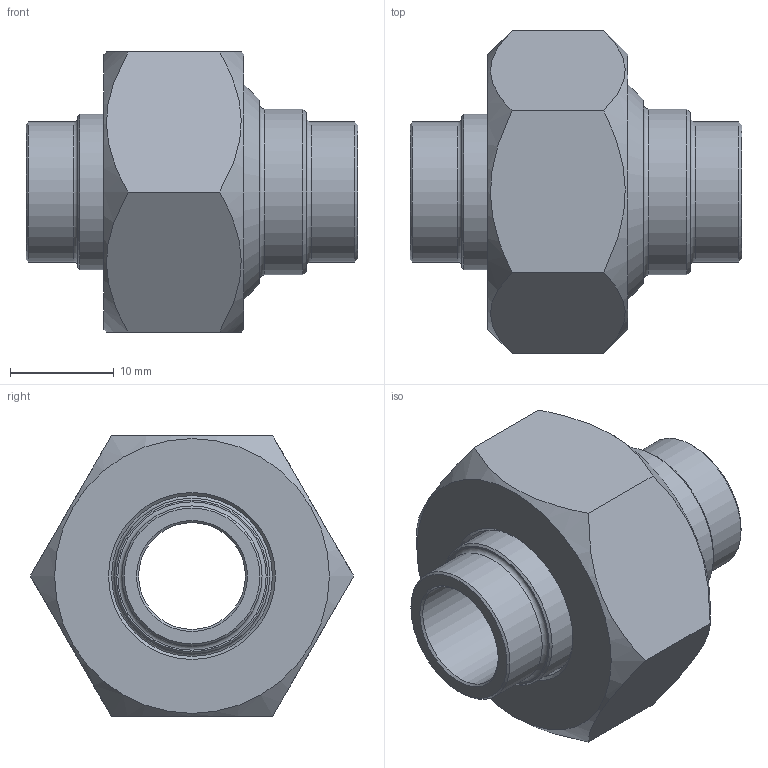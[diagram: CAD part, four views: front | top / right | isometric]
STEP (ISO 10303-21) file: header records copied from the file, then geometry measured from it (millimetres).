
FILE_DESCRIPTION(/* description */ (''),/* implementation_level */ '2;1');
FILE_NAME(/* name */ '3D_R666-S-13.5-DN15-13.5_171130348.stp',/* time_stamp */ '2021-07-07T10:26:03+02:00',/* author */ ('cad'),/* organization */ (''),/* preprocessor_version */ 'ST-DEVELOPER v18.1',/* originating_system */ 'Autodesk Inventor 2022',/* authorisation */ '');
FILE_SCHEMA (('AUTOMOTIVE_DESIGN { 1 0 10303 214 3 1 1 }'));
Length unit declared in the file: millimetre
Products named in the file (4): 3D_R666-S-13.5-DN15-13.5_171130348; 3D_R666-M-DN15_17113910; 3D_R666-SG-13.5-DN15_17113721; 3D_R666-SE-13.5-DN15_17113315
Assembly tree (3 placements, depth 2):
  3D_R666-S-13.5-DN15-13.5_171130348
    3D_R666-M-DN15_17113910
    3D_R666-SG-13.5-DN15_17113721
    3D_R666-SE-13.5-DN15_17113315
Bounding box: 32 x 31.18 x 27 mm (x, y, z)
Volume: 8998.8 mm3; surface area: 5944.6 mm2
Topology: 3 solids, 3 shells, 49 faces, 108 edges, 70 vertices
Faces by surface type: cone 17, plane 17, cylinder 10, torus 5
Full cylindrical faces by diameter (mm): 10.3 x2, 13.5 x2, 15 x1, 15.5 x1, 16 x1, 18 x1, 18.631 x1, 20.9 x1
Entity records: 1520 total; most frequent: DIRECTION 271, CARTESIAN_POINT 258, ORIENTED_EDGE 216, AXIS2_PLACEMENT_3D 119, EDGE_CURVE 108, VERTEX_POINT 70, CIRCLE 63, EDGE_LOOP 60
